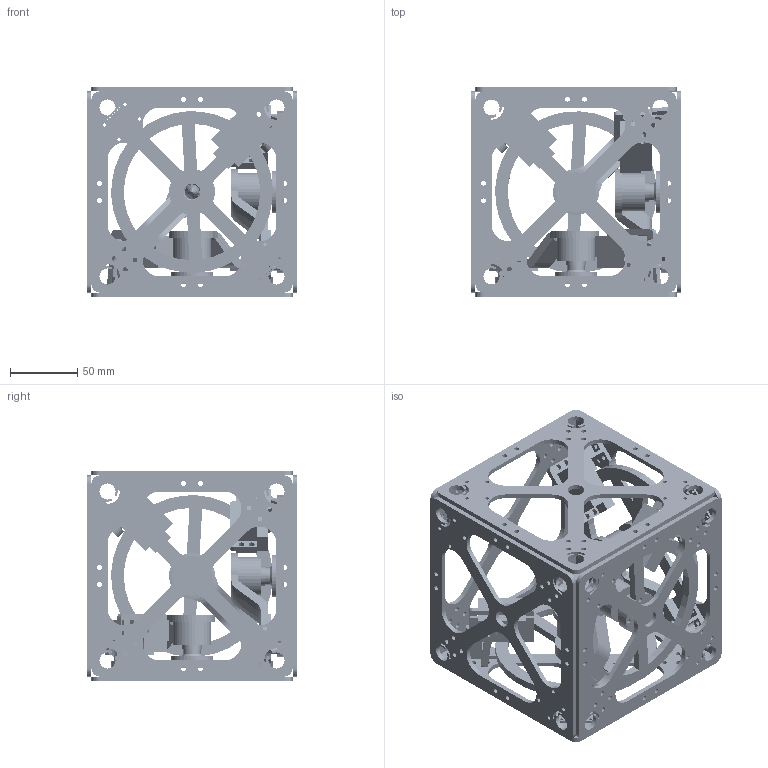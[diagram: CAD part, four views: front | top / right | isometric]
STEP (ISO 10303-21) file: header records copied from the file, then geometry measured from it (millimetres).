
FILE_DESCRIPTION(/* description */ (''),/* implementation_level */ '2;1');
FILE_NAME(/* name */ 'fullCube.stp',/* time_stamp */ '2019-10-03T19:11:39-04:00',/* author */ ('anirudh'),/* organization */ (''),/* preprocessor_version */ 'ST-DEVELOPER v16.13',/* originating_system */ 'Autodesk Inventor 2018',/* authorisation */ '');
FILE_SCHEMA (('AUTOMOTIVE_DESIGN { 1 0 10303 214 3 1 1 }'));
Length unit declared in the file: inch
Products named in the file (15): fullCube; CubliAssembly; CubliAssembly2; MountingBracket; MountingArm; SnailMotorModel; MotorMountingHub; AssaultReaper500Servo; ServoMount; ServoBase; Adafruit_BNO055_AP214; FlywheelMount; AcrylicFlywheel3; Brake2; SidePanel
Assembly tree (31 placements, depth 3):
  fullCube
    CubliAssembly  x2
      SidePanel
      MountingBracket
      MountingArm
      SnailMotorModel
      MotorMountingHub
      AssaultReaper500Servo
      ServoMount
      ServoBase
      Adafruit_BNO055_AP214
      FlywheelMount
      AcrylicFlywheel3
      Brake2
    CubliAssembly2
      SidePanel
      MountingBracket
      MountingArm
      SnailMotorModel
      MotorMountingHub
      AssaultReaper500Servo
      ServoMount
      ServoBase
      Adafruit_BNO055_AP214
      FlywheelMount
      AcrylicFlywheel3
      Brake2
    SidePanel  x3
Bounding box: 157 x 157 x 157 mm (x, y, z)
Volume: 491549.4 mm3; surface area: 312517.2 mm2
Topology: 506 solids, 506 shells, 5030 faces, 11488 edges, 7428 vertices
Faces by surface type: plane 3166, cylinder 1702, sphere 93, torus 54, cone 12, bspline 3
Full cylindrical faces by diameter (mm): 0.5 x75, 1 x160, 2 x100, 2.5 x63, 2.95 x3, 3 x48, 3.2 x3, 3.3 x12, 3.5 x24, 3.6 x168, 4 x40, 4.191 x12, 5 x3, 5.08 x3, 5.931 x3, 7.62 x3, 10 x3, 12.7 x15, 14.5 x3, 29 x3, 31.75 x3, 120.65 x3
Entity records: 31073 total; most frequent: DIRECTION 5233, CARTESIAN_POINT 5066, ORIENTED_EDGE 4526, EDGE_CURVE 2263, AXIS2_PLACEMENT_3D 1863, VERTEX_POINT 1582, EDGE_LOOP 1515, LINE 1507
